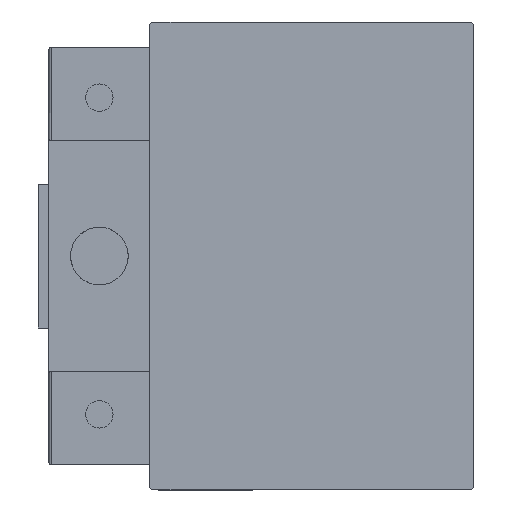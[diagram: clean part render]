
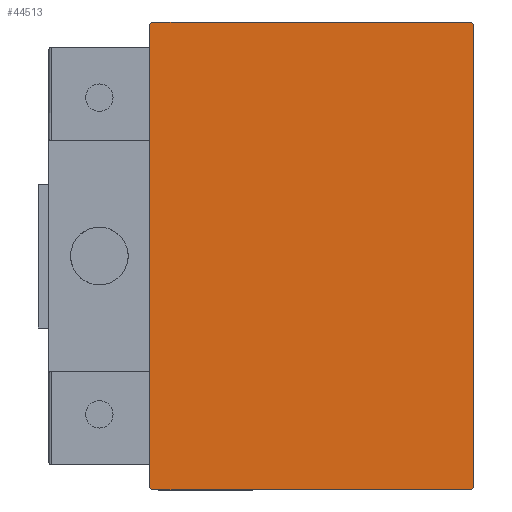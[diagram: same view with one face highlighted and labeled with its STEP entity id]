
A CAD part, left-side view. The second image highlights one B-rep face of the part: STEP entity #44513.
In plain terms, the highlighted face is planar.
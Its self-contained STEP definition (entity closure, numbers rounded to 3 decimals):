
#747 = CARTESIAN_POINT ( 'NONE',  ( 70., -22.5, 32.5 ) ) ;
#1172 = DIRECTION ( 'NONE',  ( 0., -1., 0. ) ) ;
#1203 = DIRECTION ( 'NONE',  ( 0., 1., 0. ) ) ;
#3329 = CARTESIAN_POINT ( 'NONE',  ( 70., -22.5, -32.2 ) ) ;
#3919 = CARTESIAN_POINT ( 'NONE',  ( 70., 22.5, -32.2 ) ) ;
#4064 = EDGE_CURVE ( 'NONE', #32917, #17679, #13246, .T. ) ;
#4673 = EDGE_CURVE ( 'NONE', #20680, #28702, #20023, .T. ) ;
#5547 = EDGE_CURVE ( 'NONE', #10532, #37558, #40289, .T. ) ;
#7788 = VECTOR ( 'NONE', #1172, 1000. ) ;
#8468 = ORIENTED_EDGE ( 'NONE', *, *, #30804, .T. ) ;
#9397 = CARTESIAN_POINT ( 'NONE',  ( 70., 27.35, -27.35 ) ) ;
#10532 = VERTEX_POINT ( 'NONE', #37200 ) ;
#11082 = FACE_OUTER_BOUND ( 'NONE', #40834, .T. ) ;
#11431 = EDGE_CURVE ( 'NONE', #17679, #20680, #32212, .T. ) ;
#11554 = VECTOR ( 'NONE', #21242, 1000. ) ;
#13246 = LINE ( 'NONE', #24263, #42951 ) ;
#13946 = AXIS2_PLACEMENT_3D ( 'NONE', #15133, #49919, #23432 ) ;
#15133 = CARTESIAN_POINT ( 'NONE',  ( 70., 0., 0. ) ) ;
#17679 = VERTEX_POINT ( 'NONE', #46096 ) ;
#18236 = ORIENTED_EDGE ( 'NONE', *, *, #36686, .T. ) ;
#19951 = LINE ( 'NONE', #747, #32942 ) ;
#19968 = VECTOR ( 'NONE', #40379, 1000. ) ;
#20023 = LINE ( 'NONE', #42451, #21262 ) ;
#20680 = VERTEX_POINT ( 'NONE', #46526 ) ;
#21242 = DIRECTION ( 'NONE',  ( 0., 0.707, 0.707 ) ) ;
#21262 = VECTOR ( 'NONE', #34642, 1000. ) ;
#21278 = ORIENTED_EDGE ( 'NONE', *, *, #33889, .T. ) ;
#23432 = DIRECTION ( 'NONE',  ( 0., 0., -1. ) ) ;
#24263 = CARTESIAN_POINT ( 'NONE',  ( 70., 27.35, 27.35 ) ) ;
#26744 = CARTESIAN_POINT ( 'NONE',  ( 70., 22.5, 32.2 ) ) ;
#27034 = CARTESIAN_POINT ( 'NONE',  ( 70., 22.5, -32.5 ) ) ;
#27784 = DIRECTION ( 'NONE',  ( 0., -0.707, 0.707 ) ) ;
#28182 = CARTESIAN_POINT ( 'NONE',  ( 70., 22.5, 32.5 ) ) ;
#28564 = LINE ( 'NONE', #32583, #19968 ) ;
#28702 = VERTEX_POINT ( 'NONE', #41776 ) ;
#28814 = LINE ( 'NONE', #9397, #11554 ) ;
#29595 = ORIENTED_EDGE ( 'NONE', *, *, #11431, .T. ) ;
#30804 = EDGE_CURVE ( 'NONE', #47521, #10532, #28564, .T. ) ;
#32212 = LINE ( 'NONE', #28182, #7788 ) ;
#32261 = ORIENTED_EDGE ( 'NONE', *, *, #5547, .T. ) ;
#32486 = CARTESIAN_POINT ( 'NONE',  ( 70., -22.5, -32.5 ) ) ;
#32583 = CARTESIAN_POINT ( 'NONE',  ( 70., -27.35, -27.35 ) ) ;
#32917 = VERTEX_POINT ( 'NONE', #26744 ) ;
#32942 = VECTOR ( 'NONE', #35811, 1000. ) ;
#33889 = EDGE_CURVE ( 'NONE', #28702, #47521, #19951, .T. ) ;
#34642 = DIRECTION ( 'NONE',  ( 0., -0.707, -0.707 ) ) ;
#35811 = DIRECTION ( 'NONE',  ( 0., 0., -1. ) ) ;
#36686 = EDGE_CURVE ( 'NONE', #43920, #32917, #45716, .T. ) ;
#36812 = ORIENTED_EDGE ( 'NONE', *, *, #4064, .T. ) ;
#37200 = CARTESIAN_POINT ( 'NONE',  ( 70., -22.2, -32.5 ) ) ;
#37558 = VERTEX_POINT ( 'NONE', #47831 ) ;
#37815 = VECTOR ( 'NONE', #49246, 1000. ) ;
#38780 = PLANE ( 'NONE',  #13946 ) ;
#40289 = LINE ( 'NONE', #32486, #49452 ) ;
#40379 = DIRECTION ( 'NONE',  ( 0., 0.707, -0.707 ) ) ;
#40834 = EDGE_LOOP ( 'NONE', ( #32261, #43157, #18236, #36812, #29595, #49801, #21278, #8468 ) ) ;
#41776 = CARTESIAN_POINT ( 'NONE',  ( 70., -22.5, 32.2 ) ) ;
#42451 = CARTESIAN_POINT ( 'NONE',  ( 70., -27.35, 27.35 ) ) ;
#42951 = VECTOR ( 'NONE', #27784, 1000. ) ;
#43157 = ORIENTED_EDGE ( 'NONE', *, *, #48450, .T. ) ;
#43920 = VERTEX_POINT ( 'NONE', #3919 ) ;
#44513 = ADVANCED_FACE ( 'NONE', ( #11082 ), #38780, .T. ) ;
#45716 = LINE ( 'NONE', #27034, #37815 ) ;
#46096 = CARTESIAN_POINT ( 'NONE',  ( 70., 22.2, 32.5 ) ) ;
#46526 = CARTESIAN_POINT ( 'NONE',  ( 70., -22.2, 32.5 ) ) ;
#47521 = VERTEX_POINT ( 'NONE', #3329 ) ;
#47831 = CARTESIAN_POINT ( 'NONE',  ( 70., 22.2, -32.5 ) ) ;
#48450 = EDGE_CURVE ( 'NONE', #37558, #43920, #28814, .T. ) ;
#49246 = DIRECTION ( 'NONE',  ( 0., 0., 1. ) ) ;
#49452 = VECTOR ( 'NONE', #1203, 1000. ) ;
#49801 = ORIENTED_EDGE ( 'NONE', *, *, #4673, .T. ) ;
#49919 = DIRECTION ( 'NONE',  ( 1., 0., 0. ) ) ;
